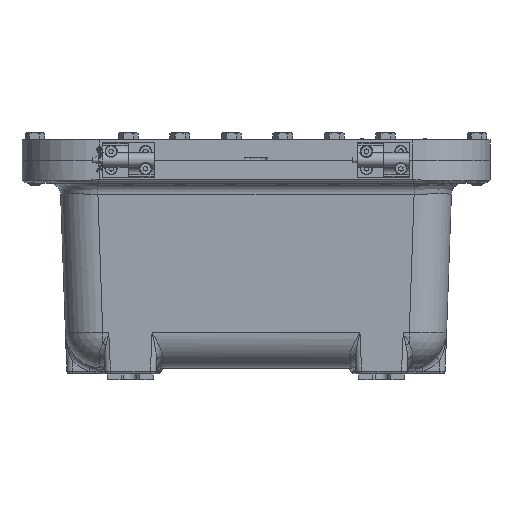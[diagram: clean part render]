
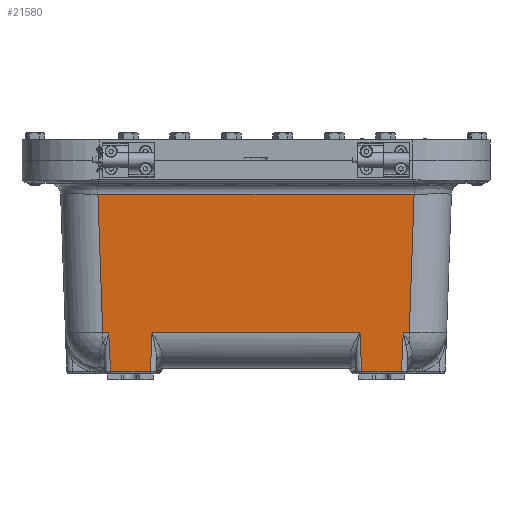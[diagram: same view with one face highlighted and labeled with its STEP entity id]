
A CAD part, left-side view. The second image highlights one B-rep face of the part: STEP entity #21580.
In plain terms, the highlighted planar face has unit normal (-0.999, 0, -0.035).
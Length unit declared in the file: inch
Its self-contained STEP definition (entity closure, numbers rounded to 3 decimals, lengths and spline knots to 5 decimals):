
#2027=PLANE('',#23244);
#3660=FACE_OUTER_BOUND('',#4925,.T.);
#4925=EDGE_LOOP('',(#17820,#17821,#17822,#17823,#17824,#17825,#17826,#17827,
#17828,#17829,#17830,#17831));
#6405=LINE('',#36260,#7919);
#6408=LINE('',#36780,#7922);
#6438=LINE('',#38479,#7952);
#6440=LINE('',#38485,#7954);
#6461=LINE('',#38977,#7975);
#6463=LINE('',#39014,#7977);
#6464=LINE('',#39017,#7978);
#6465=LINE('',#39018,#7979);
#6466=LINE('',#39019,#7980);
#6467=LINE('',#39021,#7981);
#6468=LINE('',#39023,#7982);
#6469=LINE('',#39024,#7983);
#7919=VECTOR('',#26405,0.3937);
#7922=VECTOR('',#26464,0.3937);
#7952=VECTOR('',#26726,0.3937);
#7954=VECTOR('',#26732,0.3937);
#7975=VECTOR('',#26851,0.3937);
#7977=VECTOR('',#26863,0.3937);
#7978=VECTOR('',#26866,0.3937);
#7979=VECTOR('',#26867,0.3937);
#7980=VECTOR('',#26868,0.3937);
#7981=VECTOR('',#26869,0.3937);
#7982=VECTOR('',#26870,0.3937);
#7983=VECTOR('',#26871,0.3937);
#10432=VERTEX_POINT('',#36154);
#10438=VERTEX_POINT('',#36259);
#10455=VERTEX_POINT('',#36568);
#10466=VERTEX_POINT('',#36774);
#10556=VERTEX_POINT('',#38384);
#10561=VERTEX_POINT('',#38483);
#10564=VERTEX_POINT('',#38513);
#10581=VERTEX_POINT('',#38807);
#10606=VERTEX_POINT('',#38970);
#10608=VERTEX_POINT('',#39016);
#10609=VERTEX_POINT('',#39020);
#10610=VERTEX_POINT('',#39022);
#12916=EDGE_CURVE('',#10432,#10438,#6405,.T.);
#12961=EDGE_CURVE('',#10455,#10466,#6408,.T.);
#13120=EDGE_CURVE('',#10556,#10432,#6438,.T.);
#13123=EDGE_CURVE('',#10561,#10556,#6440,.T.);
#13195=EDGE_CURVE('',#10606,#10455,#6461,.T.);
#13199=EDGE_CURVE('',#10438,#10606,#6463,.T.);
#13200=EDGE_CURVE('',#10608,#10561,#6464,.T.);
#13201=EDGE_CURVE('',#10564,#10608,#6465,.T.);
#13202=EDGE_CURVE('',#10581,#10564,#6466,.T.);
#13203=EDGE_CURVE('',#10609,#10581,#6467,.T.);
#13204=EDGE_CURVE('',#10610,#10609,#6468,.T.);
#13205=EDGE_CURVE('',#10466,#10610,#6469,.T.);
#17820=ORIENTED_EDGE('',*,*,#13195,.F.);
#17821=ORIENTED_EDGE('',*,*,#13199,.F.);
#17822=ORIENTED_EDGE('',*,*,#12916,.F.);
#17823=ORIENTED_EDGE('',*,*,#13120,.F.);
#17824=ORIENTED_EDGE('',*,*,#13123,.F.);
#17825=ORIENTED_EDGE('',*,*,#13200,.F.);
#17826=ORIENTED_EDGE('',*,*,#13201,.F.);
#17827=ORIENTED_EDGE('',*,*,#13202,.F.);
#17828=ORIENTED_EDGE('',*,*,#13203,.F.);
#17829=ORIENTED_EDGE('',*,*,#13204,.F.);
#17830=ORIENTED_EDGE('',*,*,#13205,.F.);
#17831=ORIENTED_EDGE('',*,*,#12961,.F.);
#21580=ADVANCED_FACE('',(#3660),#2027,.T.);
#23244=AXIS2_PLACEMENT_3D('',#39015,#26864,#26865);
#26405=DIRECTION('',(0.035,0.044,-0.998));
#26464=DIRECTION('',(0.,1.,0.));
#26726=DIRECTION('',(0.,1.,0.));
#26732=DIRECTION('',(-0.035,0.044,0.998));
#26851=DIRECTION('',(-0.035,0.044,0.998));
#26863=DIRECTION('',(0.,1.,0.));
#26864=DIRECTION('center_axis',(-0.999,0.,-0.035));
#26865=DIRECTION('ref_axis',(0.,1.,0.));
#26866=DIRECTION('',(0.,1.,0.));
#26867=DIRECTION('',(0.035,0.044,-0.998));
#26868=DIRECTION('',(0.,1.,0.));
#26869=DIRECTION('',(0.035,0.035,-0.999));
#26870=DIRECTION('',(0.,-1.,0.));
#26871=DIRECTION('',(-0.035,0.035,0.999));
#36154=CARTESIAN_POINT('',(-8.29899,4.52513,-7.55671));
#36259=CARTESIAN_POINT('',(-8.23971,4.59926,-9.25436));
#36260=CARTESIAN_POINT('',(-8.3962,4.4036,-4.77317));
#36568=CARTESIAN_POINT('',(-8.29899,6.41237,-7.55671));
#36774=CARTESIAN_POINT('',(-8.29899,6.67498,-7.55671));
#36780=CARTESIAN_POINT('',(-8.29899,3.96875,-7.55671));
#38384=CARTESIAN_POINT('',(-8.29899,-4.52513,-7.55671));
#38479=CARTESIAN_POINT('',(-8.29899,3.96875,-7.55671));
#38483=CARTESIAN_POINT('',(-8.23971,-4.59926,-9.25436));
#38485=CARTESIAN_POINT('',(-8.4062,-4.3911,-4.48674));
#38513=CARTESIAN_POINT('',(-8.29899,-6.41237,-7.55671));
#38807=CARTESIAN_POINT('',(-8.29899,-6.67498,-7.55671));
#38970=CARTESIAN_POINT('',(-8.23971,6.33824,-9.25436));
#38977=CARTESIAN_POINT('',(-8.39914,6.53758,-4.68887));
#39014=CARTESIAN_POINT('',(-8.23971,7.05933,-9.25436));
#39015=CARTESIAN_POINT('Origin',(-8.56212,7.9375,-0.02181));
#39016=CARTESIAN_POINT('',(-8.23971,-6.33824,-9.25436));
#39017=CARTESIAN_POINT('',(-8.23971,0.87817,-9.25436));
#39018=CARTESIAN_POINT('',(-8.38789,-6.52351,-5.01119));
#39019=CARTESIAN_POINT('',(-8.29899,3.96875,-7.55671));
#39020=CARTESIAN_POINT('',(-8.50893,-6.88492,-1.54505));
#39021=CARTESIAN_POINT('',(-8.55368,-6.92967,-0.26351));
#39022=CARTESIAN_POINT('',(-8.50893,6.88492,-1.54505));
#39023=CARTESIAN_POINT('',(-8.50893,3.96875,-1.54505));
#39024=CARTESIAN_POINT('',(-8.55368,6.92967,-0.26351));
